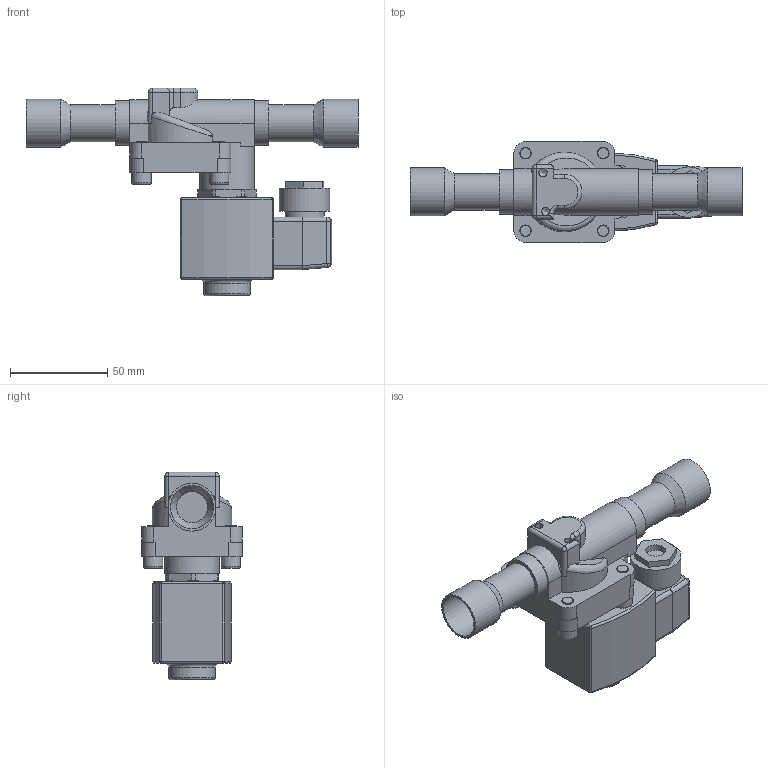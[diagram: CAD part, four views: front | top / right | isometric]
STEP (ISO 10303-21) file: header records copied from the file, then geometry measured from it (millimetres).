
FILE_DESCRIPTION(('TFLEX Exchange Step'),'2;1');
FILE_NAME('032L1225R.stp', '2023-05-02T13:41:06+03:00',('EXT0102'),('Unknown organisation'),'TFLEX Exchange 2022.1','T-FLEX CAD','Unknown authorisation');
FILE_SCHEMA( ('AUTOMOTIVE_DESIGN { 1 0 10303 214 1 1 1 1 }') );
Length unit declared in the file: millimetre
Products named in the file (1): Nodes
Bounding box: 171 x 52 x 106.9 mm (x, y, z)
Volume: 208130.7 mm3; surface area: 50498.2 mm2
Topology: 1 solids, 7 shells, 298 faces, 775 edges, 508 vertices
Faces by surface type: plane 147, cylinder 93, cone 22, torus 17, sphere 14, bspline 5
Full cylindrical faces by diameter (mm): 4.2 x2, 6 x8, 6.5 x4, 10 x5, 11.6 x1, 12 x1, 12.7 x1, 13.1 x1, 13.2 x1, 14.8 x1, 16 x2, 18 x1, 19 x2, 20 x1, 22.3 x2, 23 x2, 24 x1, 24.7 x2, 26 x1, 28 x1
Entity records: 10505 total; most frequent: CARTESIAN_POINT 3059, DIRECTION 1570, ORIENTED_EDGE 1530, EDGE_CURVE 765, AXIS2_PLACEMENT_3D 637, VERTEX_POINT 508, CIRCLE 341, EDGE_LOOP 335
